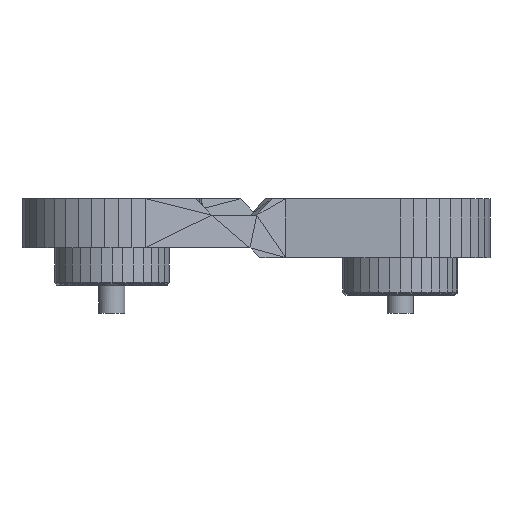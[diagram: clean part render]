
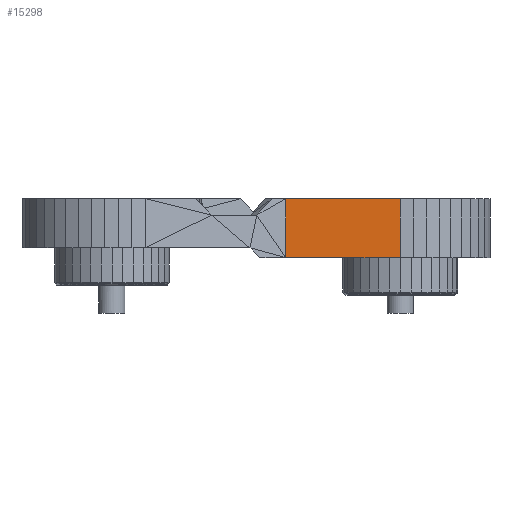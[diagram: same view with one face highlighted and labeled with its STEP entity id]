
A CAD part, left-side view. The second image highlights one B-rep face of the part: STEP entity #15298.
In plain terms, the highlighted planar face has unit normal (-1, 0, 0).
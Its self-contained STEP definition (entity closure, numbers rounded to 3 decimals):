
#14531 = EDGE_CURVE('',#14532,#14534,#14536,.T.);
#14532 = VERTEX_POINT('',#14533);
#14533 = CARTESIAN_POINT('',(-27.5,0.,-3.));
#14534 = VERTEX_POINT('',#14535);
#14535 = CARTESIAN_POINT('',(-27.5,35.,-3.));
#14536 = LINE('',#14537,#14538);
#14537 = CARTESIAN_POINT('',(-27.5,0.,-3.));
#14538 = VECTOR('',#14539,1.);
#14539 = DIRECTION('',(0.,1.,0.));
#15298 = ADVANCED_FACE('',(#15299),#15324,.T.);
#15299 = FACE_BOUND('',#15300,.T.);
#15300 = EDGE_LOOP('',(#15301,#15309,#15317,#15323));
#15301 = ORIENTED_EDGE('',*,*,#15302,.F.);
#15302 = EDGE_CURVE('',#15303,#14532,#15305,.T.);
#15303 = VERTEX_POINT('',#15304);
#15304 = CARTESIAN_POINT('',(-27.5,0.,15.));
#15305 = LINE('',#15306,#15307);
#15306 = CARTESIAN_POINT('',(-27.5,0.,15.));
#15307 = VECTOR('',#15308,1.);
#15308 = DIRECTION('',(0.,0.,-1.));
#15309 = ORIENTED_EDGE('',*,*,#15310,.F.);
#15310 = EDGE_CURVE('',#15311,#15303,#15313,.T.);
#15311 = VERTEX_POINT('',#15312);
#15312 = CARTESIAN_POINT('',(-27.5,35.,15.));
#15313 = LINE('',#15314,#15315);
#15314 = CARTESIAN_POINT('',(-27.5,35.,15.));
#15315 = VECTOR('',#15316,1.);
#15316 = DIRECTION('',(0.,-1.,0.));
#15317 = ORIENTED_EDGE('',*,*,#15318,.F.);
#15318 = EDGE_CURVE('',#14534,#15311,#15319,.T.);
#15319 = LINE('',#15320,#15321);
#15320 = CARTESIAN_POINT('',(-27.5,35.,-3.));
#15321 = VECTOR('',#15322,1.);
#15322 = DIRECTION('',(0.,0.,1.));
#15323 = ORIENTED_EDGE('',*,*,#14531,.F.);
#15324 = PLANE('',#15325);
#15325 = AXIS2_PLACEMENT_3D('',#15326,#15327,#15328);
#15326 = CARTESIAN_POINT('',(-27.5,17.5,6.));
#15327 = DIRECTION('',(-1.,-0.,-0.));
#15328 = DIRECTION('',(0.,0.,-1.));
